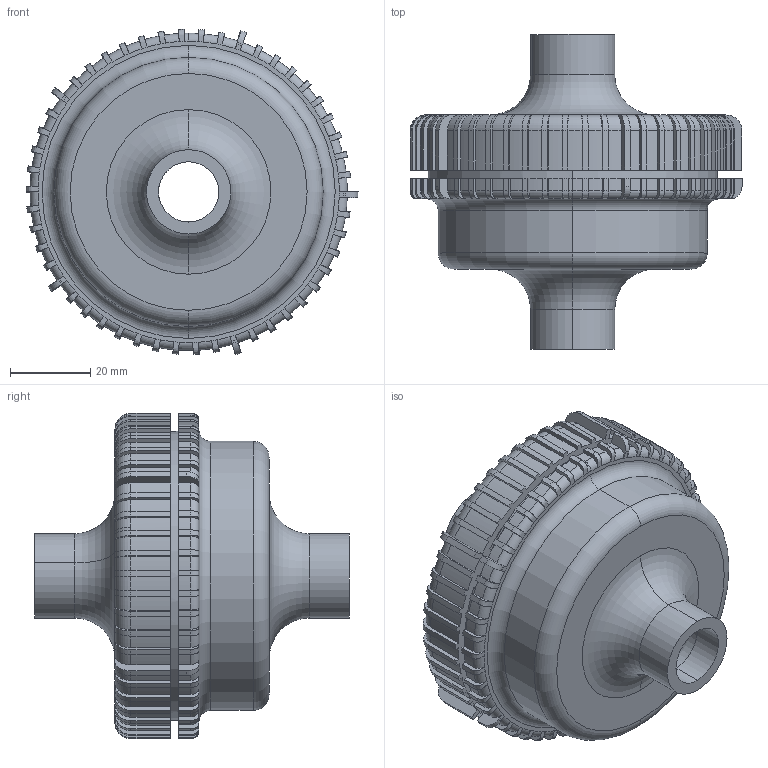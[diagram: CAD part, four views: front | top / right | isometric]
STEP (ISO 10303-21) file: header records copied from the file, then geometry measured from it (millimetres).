
FILE_DESCRIPTION (( 'STEP AP203' ), '1' );
FILE_NAME ('Assemblage_fliber_box v4.STEP', '2020-03-27T15:46:27', ( '' ), ( '' ), 'SwSTEP 2.0', 'SolidWorks 2014', '' );
FILE_SCHEMA (( 'CONFIG_CONTROL_DESIGN' ));
Length unit declared in the file: millimetre
Products named in the file (4): Assemblage_fliber_box v4; filtre v4; top v4 02; butttom v4 02
Assembly tree (3 placements, depth 2):
  Assemblage_fliber_box v4
    butttom v4 02
    top v4 02
    filtre v4
Bounding box: 82.67 x 78.41 x 81.02 mm (x, y, z)
Volume: 61590.7 mm3; surface area: 48114 mm2
Topology: 3 solids, 3 shells, 905 faces, 2464 edges, 1578 vertices
Faces by surface type: bspline 267, plane 224, cylinder 221, torus 171, cone 22
Entity records: 35238 total; most frequent: CARTESIAN_POINT 13179, ORIENTED_EDGE 4928, DIRECTION 4241, EDGE_CURVE 2464, AXIS2_PLACEMENT_3D 1734, VERTEX_POINT 1578, CIRCLE 1090, EDGE_LOOP 924
